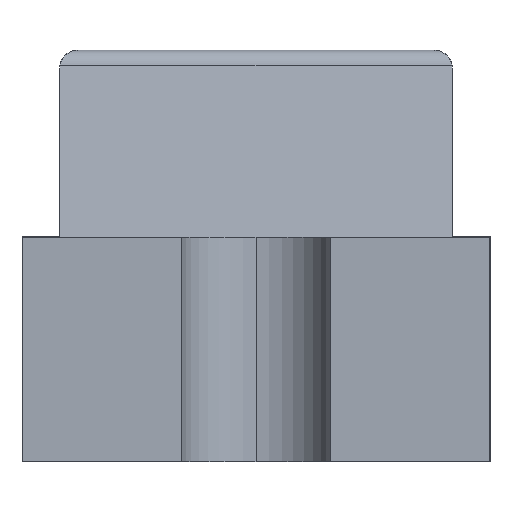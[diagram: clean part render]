
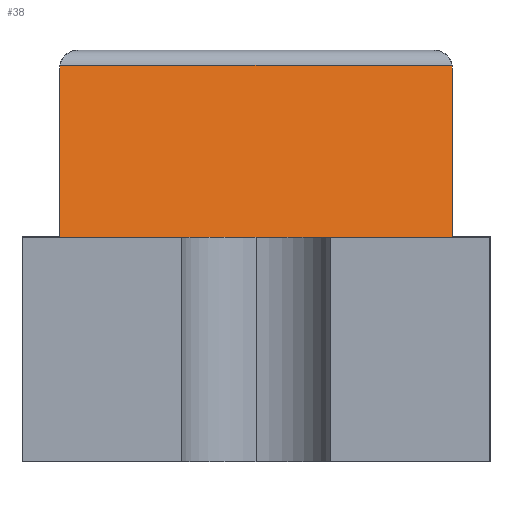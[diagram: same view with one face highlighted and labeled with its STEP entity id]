
A CAD part, left-side view. The second image highlights one B-rep face of the part: STEP entity #38.
In plain terms, the highlighted planar face has unit normal (-0.981, 0, 0.196).
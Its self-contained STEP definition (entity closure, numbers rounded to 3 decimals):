
#38 = ADVANCED_FACE ( 'NONE', ( #926 ), #1825, .F. ) ;
#73 = DIRECTION ( 'NONE',  ( 0., -1., 0. ) ) ;
#106 = ORIENTED_EDGE ( 'NONE', *, *, #1364, .T. ) ;
#236 = CARTESIAN_POINT ( 'NONE',  ( -0.609, -0.525, 1.053 ) ) ;
#242 = EDGE_CURVE ( 'NONE', #1489, #598, #1403, .T. ) ;
#245 = CARTESIAN_POINT ( 'NONE',  ( -0.61, -0.525, 1.05 ) ) ;
#306 = VERTEX_POINT ( 'NONE', #1913 ) ;
#312 = DIRECTION ( 'NONE',  ( -0.196, 0., -0.981 ) ) ;
#354 = AXIS2_PLACEMENT_3D ( 'NONE', #1507, #459, #312 ) ;
#388 = CARTESIAN_POINT ( 'NONE',  ( -0.7, 0.525, 0.6 ) ) ;
#459 = DIRECTION ( 'NONE',  ( 0.981, 0., -0.196 ) ) ;
#461 = CARTESIAN_POINT ( 'NONE',  ( -0.61, 0.525, 1.05 ) ) ;
#561 = DIRECTION ( 'NONE',  ( 0., 1., 0. ) ) ;
#563 = ORIENTED_EDGE ( 'NONE', *, *, #1578, .T. ) ;
#593 = EDGE_CURVE ( 'NONE', #306, #1696, #1279, .T. ) ;
#598 = VERTEX_POINT ( 'NONE', #245 ) ;
#613 = CARTESIAN_POINT ( 'NONE',  ( -0.609, 0.525, 1.053 ) ) ;
#699 = VERTEX_POINT ( 'NONE', #1852 ) ;
#753 = LINE ( 'NONE', #1795, #1958 ) ;
#805 = CARTESIAN_POINT ( 'NONE',  ( -0.609, 0.525, 1.057 ) ) ;
#806 = VECTOR ( 'NONE', #1072, 1000. ) ;
#810 = ORIENTED_EDGE ( 'NONE', *, *, #242, .T. ) ;
#831 = EDGE_CURVE ( 'NONE', #1696, #1940, #1528, .T. ) ;
#875 = CARTESIAN_POINT ( 'NONE',  ( -0.608, -0.524, 1.06 ) ) ;
#908 = ORIENTED_EDGE ( 'NONE', *, *, #593, .T. ) ;
#926 = FACE_OUTER_BOUND ( 'NONE', #1284, .T. ) ;
#974 = CARTESIAN_POINT ( 'NONE',  ( -0.7, -0.525, 0.6 ) ) ;
#1009 = LINE ( 'NONE', #388, #1482 ) ;
#1037 = CARTESIAN_POINT ( 'NONE',  ( -0.609, -0.525, 1.057 ) ) ;
#1059 = CARTESIAN_POINT ( 'NONE',  ( -0.7, 0.525, 0.6 ) ) ;
#1072 = DIRECTION ( 'NONE',  ( -0.196, 0., -0.981 ) ) ;
#1158 = CARTESIAN_POINT ( 'NONE',  ( -0.61, -0.525, 1.05 ) ) ;
#1159 = EDGE_CURVE ( 'NONE', #1940, #1489, #1009, .T. ) ;
#1205 = CARTESIAN_POINT ( 'NONE',  ( -0.7, 0.525, 0.6 ) ) ;
#1235 = CARTESIAN_POINT ( 'NONE',  ( -0.61, 0.525, 1.05 ) ) ;
#1264 = VECTOR ( 'NONE', #1886, 1000. ) ;
#1279 =( BOUNDED_CURVE ( )  B_SPLINE_CURVE ( 3, ( #1695, #805, #613, #461 ),
 .UNSPECIFIED., .F., .T. ) 
 B_SPLINE_CURVE_WITH_KNOTS ( ( 4, 4 ),
 ( 1.373, 1.571 ),
 .UNSPECIFIED. ) 
 CURVE ( )  GEOMETRIC_REPRESENTATION_ITEM ( )  RATIONAL_B_SPLINE_CURVE ( ( 1., 0.997, 0.997, 1. ) ) 
 REPRESENTATION_ITEM ( '' )  );
#1284 = EDGE_LOOP ( 'NONE', ( #106, #908, #1966, #1377, #810, #563 ) ) ;
#1364 = EDGE_CURVE ( 'NONE', #699, #306, #753, .T. ) ;
#1377 = ORIENTED_EDGE ( 'NONE', *, *, #1159, .T. ) ;
#1403 = LINE ( 'NONE', #1425, #1264 ) ;
#1425 = CARTESIAN_POINT ( 'NONE',  ( -0.7, -0.525, 0.6 ) ) ;
#1482 = VECTOR ( 'NONE', #73, 1000. ) ;
#1489 = VERTEX_POINT ( 'NONE', #974 ) ;
#1507 = CARTESIAN_POINT ( 'NONE',  ( -0.7, -0.626, 0.6 ) ) ;
#1528 = LINE ( 'NONE', #1205, #806 ) ;
#1578 = EDGE_CURVE ( 'NONE', #598, #699, #1699, .T. ) ;
#1695 = CARTESIAN_POINT ( 'NONE',  ( -0.608, 0.524, 1.06 ) ) ;
#1696 = VERTEX_POINT ( 'NONE', #1235 ) ;
#1699 =( BOUNDED_CURVE ( )  B_SPLINE_CURVE ( 3, ( #1158, #236, #1037, #875 ),
 .UNSPECIFIED., .F., .T. ) 
 B_SPLINE_CURVE_WITH_KNOTS ( ( 4, 4 ),
 ( 1.571, 1.768 ),
 .UNSPECIFIED. ) 
 CURVE ( )  GEOMETRIC_REPRESENTATION_ITEM ( )  RATIONAL_B_SPLINE_CURVE ( ( 1., 0.997, 0.997, 1. ) ) 
 REPRESENTATION_ITEM ( '' )  );
#1795 = CARTESIAN_POINT ( 'NONE',  ( -0.608, 0.525, 1.06 ) ) ;
#1825 = PLANE ( 'NONE',  #354 ) ;
#1852 = CARTESIAN_POINT ( 'NONE',  ( -0.608, -0.524, 1.06 ) ) ;
#1886 = DIRECTION ( 'NONE',  ( 0.196, 0., 0.981 ) ) ;
#1913 = CARTESIAN_POINT ( 'NONE',  ( -0.608, 0.524, 1.06 ) ) ;
#1940 = VERTEX_POINT ( 'NONE', #1059 ) ;
#1958 = VECTOR ( 'NONE', #561, 1000. ) ;
#1966 = ORIENTED_EDGE ( 'NONE', *, *, #831, .T. ) ;
